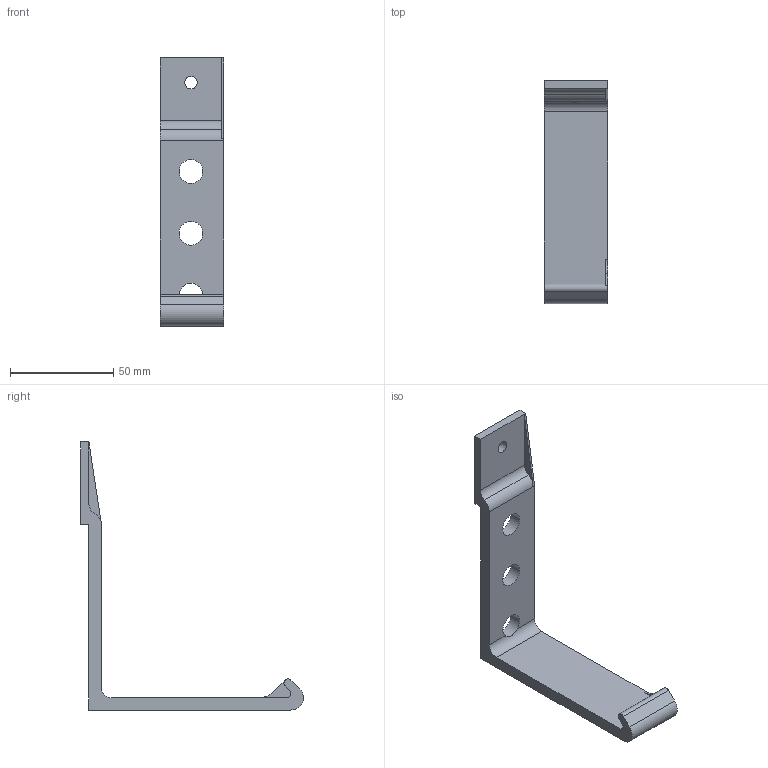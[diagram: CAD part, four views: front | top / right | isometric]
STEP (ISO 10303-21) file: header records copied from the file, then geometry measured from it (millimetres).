
FILE_DESCRIPTION(/* description */ ('STEP AP214'),/* implementation_level */ '2;1');
FILE_NAME(/* name */ '60bef629c94e826152dbae5f',/* time_stamp */ '2021-06-08T04:46:35+00:00',/* author */ (''),/* organization */ (''),/* preprocessor_version */ 'ST-DEVELOPER v18.1',/* originating_system */ ' ',/* authorisation */ ' ');
FILE_SCHEMA (('AUTOMOTIVE_DESIGN {1 0 10303 214 3 1 1}'));
Length unit declared in the file: metre
Products named in the file (1): right
Bounding box: 31 x 107.96 x 130 mm (x, y, z)
Volume: 40419 mm3; surface area: 18057 mm2
Topology: 1 solids, 1 shells, 27 faces, 80 edges, 54 vertices
Faces by surface type: plane 16, cylinder 11
Full cylindrical faces by diameter (mm): 6 x1, 11.5 x3
Entity records: 908 total; most frequent: CARTESIAN_POINT 156, DIRECTION 151, ORIENTED_EDGE 144, EDGE_CURVE 72, AXIS2_PLACEMENT_3D 52, VERTEX_POINT 50, LINE 47, VECTOR 47
